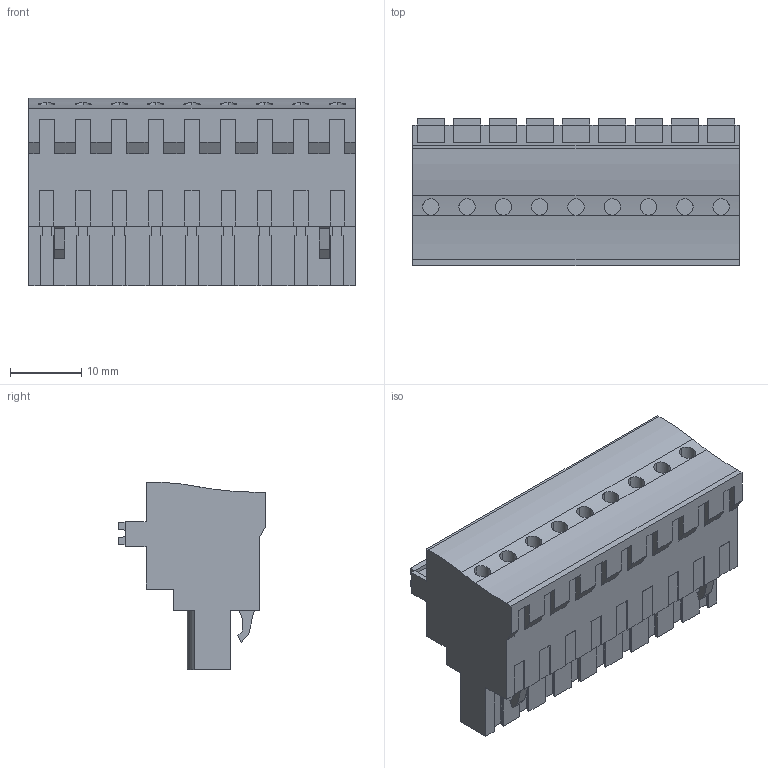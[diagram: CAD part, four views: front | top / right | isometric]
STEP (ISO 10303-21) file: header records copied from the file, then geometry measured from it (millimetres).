
FILE_DESCRIPTION(('CATIA V5 STEP Exchange','CAx-IF Rec.Pracs.--- Model Styling and Organization---1.2---2011-12-15'),'2;1');
FILE_NAME ('D1461160_0_1982770000_1982770000.stp','2017-10-30T15:05:18+00:00',('none'),('Weidmueller'),'CATIA Version 5-6 Release 2014','CATIA V5 STEP AP214','none');
FILE_SCHEMA(('AUTOMOTIVE_DESIGN { 1 0 10303 214 1 1 1 1 }'));
Length unit declared in the file: millimetre
Products named in the file (1): 1982770000
Bounding box: 45.72 x 20.64 x 26.24 mm (x, y, z)
Volume: 13501.7 mm3; surface area: 6785.8 mm2
Topology: 10 solids, 10 shells, 634 faces, 1762 edges, 1186 vertices
Faces by surface type: plane 541, cylinder 93
Entity records: 18496 total; most frequent: ORIENTED_EDGE 3524, CARTESIAN_POINT 3421, DIRECTION 2400, EDGE_CURVE 1762, VECTOR 1576, LINE 1576, VERTEX_POINT 1186, EDGE_LOOP 672
